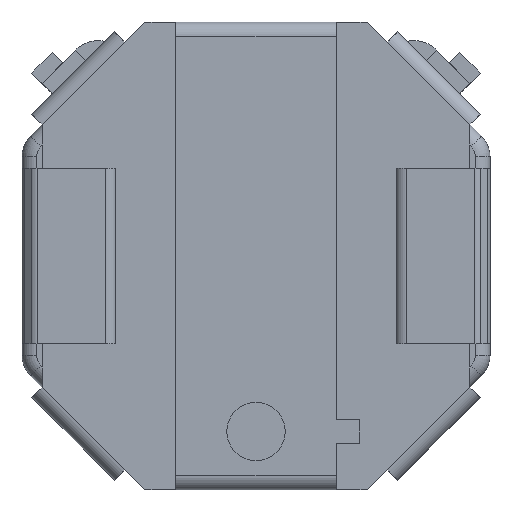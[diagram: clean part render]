
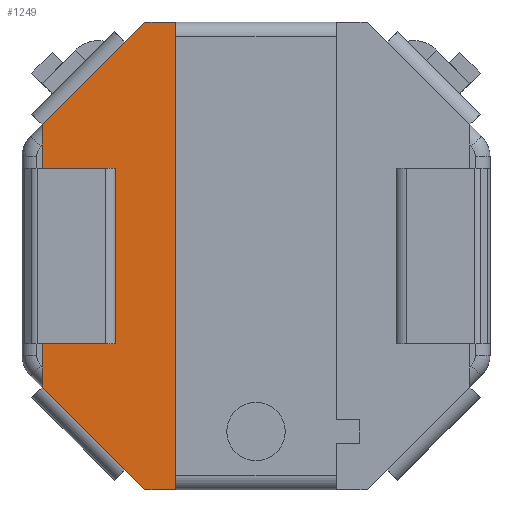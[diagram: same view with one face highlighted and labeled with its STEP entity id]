
A CAD part, front view. The second image highlights one B-rep face of the part: STEP entity #1249.
In plain terms, the highlighted planar face has unit normal (0, -1, 0).
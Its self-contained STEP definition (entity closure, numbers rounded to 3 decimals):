
#38 = LINE ( 'NONE', #4019, #2644 ) ;
#118 = EDGE_CURVE ( 'NONE', #3278, #5019, #6482, .T. ) ;
#132 = VECTOR ( 'NONE', #4108, 1000. ) ;
#146 = ORIENTED_EDGE ( 'NONE', *, *, #2844, .F. ) ;
#250 = DIRECTION ( 'NONE',  ( 1., 0., 0. ) ) ;
#366 = ORIENTED_EDGE ( 'NONE', *, *, #3973, .T. ) ;
#421 = ORIENTED_EDGE ( 'NONE', *, *, #1313, .T. ) ;
#434 = DIRECTION ( 'NONE',  ( 0., 0., -1. ) ) ;
#476 = LINE ( 'NONE', #5724, #4925 ) ;
#562 = VERTEX_POINT ( 'NONE', #3637 ) ;
#602 = LINE ( 'NONE', #3176, #2955 ) ;
#701 = CARTESIAN_POINT ( 'NONE',  ( -1.9, 0.1, 4. ) ) ;
#757 = VERTEX_POINT ( 'NONE', #1201 ) ;
#872 = CARTESIAN_POINT ( 'NONE',  ( -2.4, 0.1, 1.5 ) ) ;
#885 = ORIENTED_EDGE ( 'NONE', *, *, #2330, .F. ) ;
#916 = LINE ( 'NONE', #3843, #4676 ) ;
#1036 = CARTESIAN_POINT ( 'NONE',  ( -1.375, 0.1, 0. ) ) ;
#1107 = VECTOR ( 'NONE', #5231, 1000. ) ;
#1201 = CARTESIAN_POINT ( 'NONE',  ( -3.657, 0.1, -2.243 ) ) ;
#1249 = ADVANCED_FACE ( 'NONE', ( #5905 ), #4529, .F. ) ;
#1313 = EDGE_CURVE ( 'NONE', #3998, #1400, #476, .T. ) ;
#1400 = VERTEX_POINT ( 'NONE', #2468 ) ;
#1453 = VECTOR ( 'NONE', #3755, 1000. ) ;
#1752 = CARTESIAN_POINT ( 'NONE',  ( 0., 0.1, 0. ) ) ;
#1789 = LINE ( 'NONE', #2975, #132 ) ;
#1791 = VECTOR ( 'NONE', #3300, 1000. ) ;
#1820 = LINE ( 'NONE', #1847, #1107 ) ;
#1847 = CARTESIAN_POINT ( 'NONE',  ( -3.657, 0.1, -2.243 ) ) ;
#1937 = EDGE_CURVE ( 'NONE', #2917, #757, #5632, .T. ) ;
#2046 = LINE ( 'NONE', #3366, #1791 ) ;
#2068 = DIRECTION ( 'NONE',  ( -1., 0., 0. ) ) ;
#2226 = VERTEX_POINT ( 'NONE', #5919 ) ;
#2330 = EDGE_CURVE ( 'NONE', #5019, #3397, #602, .T. ) ;
#2394 = ORIENTED_EDGE ( 'NONE', *, *, #118, .F. ) ;
#2460 = CARTESIAN_POINT ( 'NONE',  ( -1.375, 0.1, 4. ) ) ;
#2468 = CARTESIAN_POINT ( 'NONE',  ( -2.243, 0.1, 3.657 ) ) ;
#2644 = VECTOR ( 'NONE', #6615, 1000. ) ;
#2827 = ORIENTED_EDGE ( 'NONE', *, *, #7066, .F. ) ;
#2844 = EDGE_CURVE ( 'NONE', #757, #3940, #1820, .T. ) ;
#2857 = CARTESIAN_POINT ( 'NONE',  ( -3.657, 0.1, 1.5 ) ) ;
#2917 = VERTEX_POINT ( 'NONE', #3691 ) ;
#2955 = VECTOR ( 'NONE', #2068, 1000. ) ;
#2975 = CARTESIAN_POINT ( 'NONE',  ( -3.657, 0.1, 2.243 ) ) ;
#2986 = ORIENTED_EDGE ( 'NONE', *, *, #4215, .F. ) ;
#3124 = EDGE_CURVE ( 'NONE', #3940, #562, #6839, .T. ) ;
#3176 = CARTESIAN_POINT ( 'NONE',  ( -1.375, 0.1, -4. ) ) ;
#3278 = VERTEX_POINT ( 'NONE', #7045 ) ;
#3300 = DIRECTION ( 'NONE',  ( 0., 0., 1. ) ) ;
#3366 = CARTESIAN_POINT ( 'NONE',  ( -2.4, 0.1, -1.5 ) ) ;
#3397 = VERTEX_POINT ( 'NONE', #5374 ) ;
#3420 = EDGE_CURVE ( 'NONE', #1400, #2226, #3463, .T. ) ;
#3463 = LINE ( 'NONE', #7152, #1453 ) ;
#3500 = DIRECTION ( 'NONE',  ( -0.707, 0., -0.707 ) ) ;
#3637 = CARTESIAN_POINT ( 'NONE',  ( -2.4, 0.1, -1.5 ) ) ;
#3691 = CARTESIAN_POINT ( 'NONE',  ( -2.243, 0.1, -3.657 ) ) ;
#3755 = DIRECTION ( 'NONE',  ( -0.707, 0., -0.707 ) ) ;
#3836 = VERTEX_POINT ( 'NONE', #872 ) ;
#3843 = CARTESIAN_POINT ( 'NONE',  ( -4., 0.1, 1.5 ) ) ;
#3857 = CARTESIAN_POINT ( 'NONE',  ( -2.243, 0.1, -3.657 ) ) ;
#3940 = VERTEX_POINT ( 'NONE', #5094 ) ;
#3973 = EDGE_CURVE ( 'NONE', #2226, #7280, #1789, .T. ) ;
#3993 = VECTOR ( 'NONE', #250, 1000. ) ;
#3998 = VERTEX_POINT ( 'NONE', #701 ) ;
#4019 = CARTESIAN_POINT ( 'NONE',  ( -1.9, 0.1, -4. ) ) ;
#4038 = EDGE_CURVE ( 'NONE', #3278, #3998, #5119, .T. ) ;
#4091 = DIRECTION ( 'NONE',  ( -1., 0., 0. ) ) ;
#4108 = DIRECTION ( 'NONE',  ( 0., 0., -1. ) ) ;
#4210 = ORIENTED_EDGE ( 'NONE', *, *, #7058, .T. ) ;
#4215 = EDGE_CURVE ( 'NONE', #3397, #2917, #38, .T. ) ;
#4436 = DIRECTION ( 'NONE',  ( -0.707, 0., 0.707 ) ) ;
#4451 = DIRECTION ( 'NONE',  ( 0., 1., 0. ) ) ;
#4529 = PLANE ( 'NONE',  #6015 ) ;
#4634 = CARTESIAN_POINT ( 'NONE',  ( -4., 0.1, -1.5 ) ) ;
#4676 = VECTOR ( 'NONE', #4999, 1000. ) ;
#4879 = ORIENTED_EDGE ( 'NONE', *, *, #3420, .T. ) ;
#4925 = VECTOR ( 'NONE', #3500, 1000. ) ;
#4999 = DIRECTION ( 'NONE',  ( 1., 0., 0. ) ) ;
#5019 = VERTEX_POINT ( 'NONE', #6643 ) ;
#5080 = DIRECTION ( 'NONE',  ( 0., 0., -1. ) ) ;
#5094 = CARTESIAN_POINT ( 'NONE',  ( -3.657, 0.1, -1.5 ) ) ;
#5119 = LINE ( 'NONE', #2460, #5469 ) ;
#5231 = DIRECTION ( 'NONE',  ( 0., 0., 1. ) ) ;
#5318 = VECTOR ( 'NONE', #434, 1000. ) ;
#5363 = VECTOR ( 'NONE', #4436, 1000. ) ;
#5374 = CARTESIAN_POINT ( 'NONE',  ( -1.9, 0.1, -4. ) ) ;
#5469 = VECTOR ( 'NONE', #4091, 1000. ) ;
#5632 = LINE ( 'NONE', #3857, #5363 ) ;
#5724 = CARTESIAN_POINT ( 'NONE',  ( -1.9, 0.1, 4. ) ) ;
#5905 = FACE_OUTER_BOUND ( 'NONE', #6816, .T. ) ;
#5919 = CARTESIAN_POINT ( 'NONE',  ( -3.657, 0.1, 2.243 ) ) ;
#6015 = AXIS2_PLACEMENT_3D ( 'NONE', #1752, #4451, #5080 ) ;
#6356 = ORIENTED_EDGE ( 'NONE', *, *, #4038, .T. ) ;
#6482 = LINE ( 'NONE', #1036, #5318 ) ;
#6540 = ORIENTED_EDGE ( 'NONE', *, *, #3124, .F. ) ;
#6615 = DIRECTION ( 'NONE',  ( -0.707, 0., 0.707 ) ) ;
#6643 = CARTESIAN_POINT ( 'NONE',  ( -1.375, 0.1, -4. ) ) ;
#6816 = EDGE_LOOP ( 'NONE', ( #6540, #146, #6837, #2986, #885, #2394, #6356, #421, #4879, #366, #4210, #2827 ) ) ;
#6837 = ORIENTED_EDGE ( 'NONE', *, *, #1937, .F. ) ;
#6839 = LINE ( 'NONE', #4634, #3993 ) ;
#7045 = CARTESIAN_POINT ( 'NONE',  ( -1.375, 0.1, 4. ) ) ;
#7058 = EDGE_CURVE ( 'NONE', #7280, #3836, #916, .T. ) ;
#7066 = EDGE_CURVE ( 'NONE', #562, #3836, #2046, .T. ) ;
#7152 = CARTESIAN_POINT ( 'NONE',  ( -2.243, 0.1, 3.657 ) ) ;
#7280 = VERTEX_POINT ( 'NONE', #2857 ) ;
